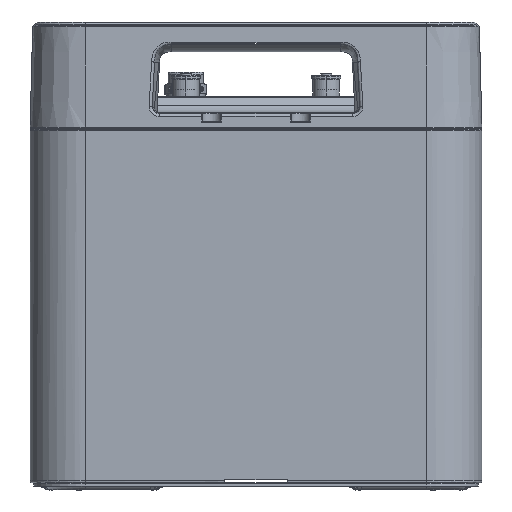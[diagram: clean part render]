
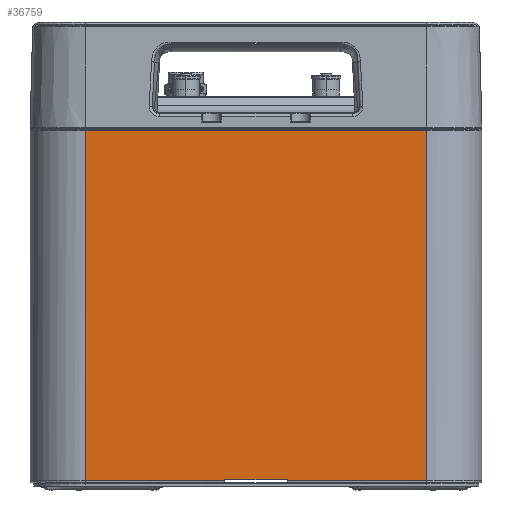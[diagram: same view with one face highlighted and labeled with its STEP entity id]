
A CAD part, left-side view. The second image highlights one B-rep face of the part: STEP entity #36759.
In plain terms, the highlighted planar face has unit normal (-1, 0, 0).
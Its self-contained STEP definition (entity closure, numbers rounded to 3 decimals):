
#33 = VERTEX_POINT ( 'NONE', #33289 ) ;
#170 = ORIENTED_EDGE ( 'NONE', *, *, #9561, .F. ) ;
#671 = CARTESIAN_POINT ( 'NONE',  ( -256., 20., -296.3 ) ) ;
#777 = CARTESIAN_POINT ( 'NONE',  ( -256., -109.5, -71.3 ) ) ;
#3124 = CARTESIAN_POINT ( 'NONE',  ( -256., -109.5, -71.3 ) ) ;
#3306 = VERTEX_POINT ( 'NONE', #25438 ) ;
#3954 = EDGE_CURVE ( 'NONE', #30717, #11125, #19981, .T. ) ;
#4883 = CARTESIAN_POINT ( 'NONE',  ( -256., -20., -295.8 ) ) ;
#4933 = LINE ( 'NONE', #4883, #26266 ) ;
#6147 = VECTOR ( 'NONE', #52574, 1000. ) ;
#6260 = EDGE_CURVE ( 'NONE', #33, #59128, #13133, .T. ) ;
#6318 = LINE ( 'NONE', #8337, #42041 ) ;
#6685 = CARTESIAN_POINT ( 'NONE',  ( -256., -145., -297.8 ) ) ;
#7000 = AXIS2_PLACEMENT_3D ( 'NONE', #6685, #43877, #30936 ) ;
#8337 = CARTESIAN_POINT ( 'NONE',  ( -256., -20., -295.8 ) ) ;
#8415 = ORIENTED_EDGE ( 'NONE', *, *, #46834, .T. ) ;
#8519 = EDGE_CURVE ( 'NONE', #11125, #3306, #14640, .T. ) ;
#9561 = EDGE_CURVE ( 'NONE', #42812, #39533, #62424, .T. ) ;
#10245 = CARTESIAN_POINT ( 'NONE',  ( -256., 79.667, -296.3 ) ) ;
#10365 = CARTESIAN_POINT ( 'NONE',  ( -256., -79.667, -296.3 ) ) ;
#11125 = VERTEX_POINT ( 'NONE', #47943 ) ;
#13133 = B_SPLINE_CURVE_WITH_KNOTS ( 'NONE', 3,
 ( #39500, #15280, #10365, #25077 ),
 .UNSPECIFIED., .F., .F.,
 ( 4, 4 ),
 ( 0.591, 1. ),
 .UNSPECIFIED. ) ;
#14079 = CARTESIAN_POINT ( 'NONE',  ( -256., 109.5, -297.8 ) ) ;
#14640 = LINE ( 'NONE', #14079, #39688 ) ;
#14701 = DIRECTION ( 'NONE',  ( 0., 0., -1. ) ) ;
#15180 = CARTESIAN_POINT ( 'NONE',  ( -256., -20., -295.8 ) ) ;
#15280 = CARTESIAN_POINT ( 'NONE',  ( -256., -49.833, -296.3 ) ) ;
#19317 = ORIENTED_EDGE ( 'NONE', *, *, #46309, .F. ) ;
#19549 = CARTESIAN_POINT ( 'NONE',  ( -256., 36.5, -71.3 ) ) ;
#19768 = CARTESIAN_POINT ( 'NONE',  ( -256., 109.5, -71.3 ) ) ;
#19981 = B_SPLINE_CURVE_WITH_KNOTS ( 'NONE', 3,
 ( #777, #39696, #19549, #19768 ),
 .UNSPECIFIED., .F., .F.,
 ( 4, 4 ),
 ( 0., 1. ),
 .UNSPECIFIED. ) ;
#22018 = CARTESIAN_POINT ( 'NONE',  ( -256., -109.5, -296.3 ) ) ;
#22413 = DIRECTION ( 'NONE',  ( 0., 0., 1. ) ) ;
#23959 = ORIENTED_EDGE ( 'NONE', *, *, #6260, .T. ) ;
#24158 = ORIENTED_EDGE ( 'NONE', *, *, #24251, .T. ) ;
#24251 = EDGE_CURVE ( 'NONE', #3306, #39533, #49801, .T. ) ;
#24962 = CARTESIAN_POINT ( 'NONE',  ( -256., 49.833, -296.3 ) ) ;
#25077 = CARTESIAN_POINT ( 'NONE',  ( -256., -109.5, -296.3 ) ) ;
#25438 = CARTESIAN_POINT ( 'NONE',  ( -256., 109.5, -296.3 ) ) ;
#26266 = VECTOR ( 'NONE', #29776, 1000. ) ;
#28616 = LINE ( 'NONE', #32585, #39938 ) ;
#29776 = DIRECTION ( 'NONE',  ( 0., 1., 0. ) ) ;
#29877 = CARTESIAN_POINT ( 'NONE',  ( -256., 109.5, -296.3 ) ) ;
#30355 = ORIENTED_EDGE ( 'NONE', *, *, #42467, .T. ) ;
#30717 = VERTEX_POINT ( 'NONE', #3124 ) ;
#30936 = DIRECTION ( 'NONE',  ( 0., -1., 0. ) ) ;
#31580 = ORIENTED_EDGE ( 'NONE', *, *, #3954, .T. ) ;
#32585 = CARTESIAN_POINT ( 'NONE',  ( -256., -109.5, -297.8 ) ) ;
#32972 = CARTESIAN_POINT ( 'NONE',  ( -256., 20., -295.8 ) ) ;
#33289 = CARTESIAN_POINT ( 'NONE',  ( -256., -20., -296.3 ) ) ;
#36759 = ADVANCED_FACE ( 'NONE', ( #48315 ), #58104, .T. ) ;
#39500 = CARTESIAN_POINT ( 'NONE',  ( -256., -20., -296.3 ) ) ;
#39533 = VERTEX_POINT ( 'NONE', #39685 ) ;
#39685 = CARTESIAN_POINT ( 'NONE',  ( -256., 20., -296.3 ) ) ;
#39688 = VECTOR ( 'NONE', #14701, 1000. ) ;
#39696 = CARTESIAN_POINT ( 'NONE',  ( -256., -36.5, -71.3 ) ) ;
#39918 = ORIENTED_EDGE ( 'NONE', *, *, #8519, .T. ) ;
#39938 = VECTOR ( 'NONE', #22413, 1000. ) ;
#42041 = VECTOR ( 'NONE', #61257, 1000. ) ;
#42467 = EDGE_CURVE ( 'NONE', #59128, #30717, #28616, .T. ) ;
#42812 = VERTEX_POINT ( 'NONE', #32972 ) ;
#42889 = EDGE_LOOP ( 'NONE', ( #8415, #23959, #30355, #31580, #39918, #24158, #170, #19317 ) ) ;
#43877 = DIRECTION ( 'NONE',  ( -1., 0., 0. ) ) ;
#46309 = EDGE_CURVE ( 'NONE', #54453, #42812, #4933, .T. ) ;
#46834 = EDGE_CURVE ( 'NONE', #54453, #33, #6318, .T. ) ;
#47943 = CARTESIAN_POINT ( 'NONE',  ( -256., 109.5, -71.3 ) ) ;
#48315 = FACE_OUTER_BOUND ( 'NONE', #42889, .T. ) ;
#49801 = B_SPLINE_CURVE_WITH_KNOTS ( 'NONE', 3,
 ( #29877, #10245, #24962, #671 ),
 .UNSPECIFIED., .F., .F.,
 ( 4, 4 ),
 ( 0., 0.409 ),
 .UNSPECIFIED. ) ;
#52574 = DIRECTION ( 'NONE',  ( 0., 0., -1. ) ) ;
#52789 = CARTESIAN_POINT ( 'NONE',  ( -256., 20., -295.8 ) ) ;
#54453 = VERTEX_POINT ( 'NONE', #15180 ) ;
#58104 = PLANE ( 'NONE',  #7000 ) ;
#59128 = VERTEX_POINT ( 'NONE', #22018 ) ;
#61257 = DIRECTION ( 'NONE',  ( 0., 0., -1. ) ) ;
#62424 = LINE ( 'NONE', #52789, #6147 ) ;
